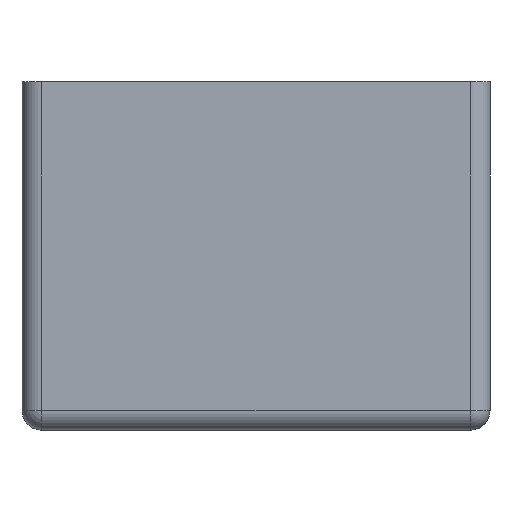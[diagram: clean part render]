
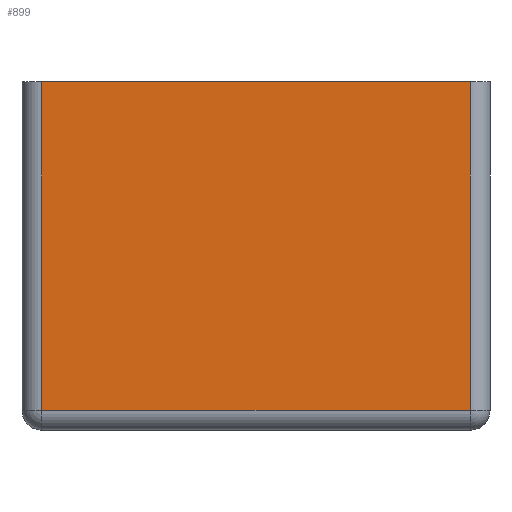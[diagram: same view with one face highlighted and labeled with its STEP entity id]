
A CAD part, front view. The second image highlights one B-rep face of the part: STEP entity #899.
In plain terms, the highlighted planar face has unit normal (0, -1, 0).
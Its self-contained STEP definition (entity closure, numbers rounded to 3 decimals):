
#49 = DIRECTION ( 'NONE',  ( 1., 0., 0. ) ) ;
#81 = DIRECTION ( 'NONE',  ( 0., 0., 1. ) ) ;
#113 = ORIENTED_EDGE ( 'NONE', *, *, #891, .T. ) ;
#131 = CARTESIAN_POINT ( 'NONE',  ( -16.3, -31.8, 1.5 ) ) ;
#133 = CARTESIAN_POINT ( 'NONE',  ( 16.3, -31.8, 1.5 ) ) ;
#201 = VERTEX_POINT ( 'NONE', #1081 ) ;
#214 = ORIENTED_EDGE ( 'NONE', *, *, #1101, .F. ) ;
#233 = AXIS2_PLACEMENT_3D ( 'NONE', #1430, #1229, #261 ) ;
#261 = DIRECTION ( 'NONE',  ( 0., 0., 1. ) ) ;
#440 = CARTESIAN_POINT ( 'NONE',  ( -17.8, -31.8, 26.5 ) ) ;
#548 = LINE ( 'NONE', #1442, #2100 ) ;
#664 = PLANE ( 'NONE',  #233 ) ;
#675 = VECTOR ( 'NONE', #2016, 1000. ) ;
#891 = EDGE_CURVE ( 'NONE', #201, #1515, #1644, .T. ) ;
#899 = ADVANCED_FACE ( 'NONE', ( #1064 ), #664, .F. ) ;
#1064 = FACE_OUTER_BOUND ( 'NONE', #2469, .T. ) ;
#1081 = CARTESIAN_POINT ( 'NONE',  ( -16.3, -31.8, 1.5 ) ) ;
#1101 = EDGE_CURVE ( 'NONE', #1763, #2222, #1745, .T. ) ;
#1153 = VECTOR ( 'NONE', #49, 1000. ) ;
#1229 = DIRECTION ( 'NONE',  ( 0., 1., 0. ) ) ;
#1241 = CARTESIAN_POINT ( 'NONE',  ( -17.8, -31.8, 1.5 ) ) ;
#1285 = EDGE_CURVE ( 'NONE', #1515, #2222, #548, .T. ) ;
#1355 = ORIENTED_EDGE ( 'NONE', *, *, #2217, .T. ) ;
#1430 = CARTESIAN_POINT ( 'NONE',  ( -17.8, -31.8, 1.5 ) ) ;
#1442 = CARTESIAN_POINT ( 'NONE',  ( 16.3, -31.8, 1.5 ) ) ;
#1465 = ORIENTED_EDGE ( 'NONE', *, *, #1285, .T. ) ;
#1508 = VECTOR ( 'NONE', #1933, 1000. ) ;
#1515 = VERTEX_POINT ( 'NONE', #133 ) ;
#1532 = CARTESIAN_POINT ( 'NONE',  ( 16.3, -31.8, 26.5 ) ) ;
#1644 = LINE ( 'NONE', #1241, #675 ) ;
#1745 = LINE ( 'NONE', #440, #1153 ) ;
#1763 = VERTEX_POINT ( 'NONE', #2053 ) ;
#1933 = DIRECTION ( 'NONE',  ( 0., 0., -1. ) ) ;
#2016 = DIRECTION ( 'NONE',  ( 1., 0., 0. ) ) ;
#2025 = LINE ( 'NONE', #131, #1508 ) ;
#2053 = CARTESIAN_POINT ( 'NONE',  ( -16.3, -31.8, 26.5 ) ) ;
#2100 = VECTOR ( 'NONE', #81, 1000. ) ;
#2217 = EDGE_CURVE ( 'NONE', #1763, #201, #2025, .T. ) ;
#2222 = VERTEX_POINT ( 'NONE', #1532 ) ;
#2469 = EDGE_LOOP ( 'NONE', ( #113, #1465, #214, #1355 ) ) ;
